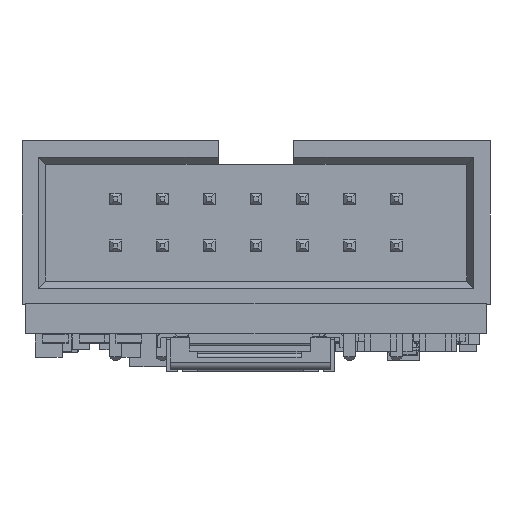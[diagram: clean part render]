
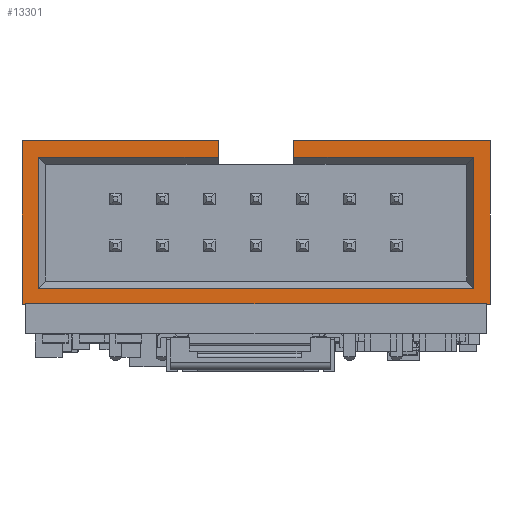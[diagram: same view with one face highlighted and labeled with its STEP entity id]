
A CAD part, front view. The second image highlights one B-rep face of the part: STEP entity #13301.
In plain terms, the highlighted planar face has unit normal (0, -1, 0).
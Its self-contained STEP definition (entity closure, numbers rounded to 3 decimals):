
#13301=ADVANCED_FACE('',(#27128),#20118,.T.);
#20118=PLANE('',#133996);
#27128=FACE_OUTER_BOUND('',#34310,.T.);
#34310=EDGE_LOOP('',(#58937,#58938,#58939,#58940,#58941,#58942,#58943,#58944,
#58945,#58946,#58947,#58948));
#58937=ORIENTED_EDGE('',*,*,#91940,.T.);
#58938=ORIENTED_EDGE('',*,*,#91941,.F.);
#58939=ORIENTED_EDGE('',*,*,#91942,.T.);
#58940=ORIENTED_EDGE('',*,*,#91943,.F.);
#58941=ORIENTED_EDGE('',*,*,#91944,.T.);
#58942=ORIENTED_EDGE('',*,*,#91945,.T.);
#58943=ORIENTED_EDGE('',*,*,#91946,.T.);
#58944=ORIENTED_EDGE('',*,*,#91947,.T.);
#58945=ORIENTED_EDGE('',*,*,#91948,.T.);
#58946=ORIENTED_EDGE('',*,*,#91949,.T.);
#58947=ORIENTED_EDGE('',*,*,#91950,.T.);
#58948=ORIENTED_EDGE('',*,*,#91951,.T.);
#77195=VERTEX_POINT('',#196809);
#77196=VERTEX_POINT('',#196810);
#77197=VERTEX_POINT('',#196812);
#77198=VERTEX_POINT('',#196814);
#77199=VERTEX_POINT('',#196816);
#77200=VERTEX_POINT('',#196818);
#77201=VERTEX_POINT('',#196820);
#77202=VERTEX_POINT('',#196822);
#77203=VERTEX_POINT('',#196824);
#77204=VERTEX_POINT('',#196826);
#77205=VERTEX_POINT('',#196828);
#77206=VERTEX_POINT('',#196830);
#91940=EDGE_CURVE('',#77195,#77196,#107836,.T.);
#91941=EDGE_CURVE('',#77197,#77196,#107837,.T.);
#91942=EDGE_CURVE('',#77197,#77198,#107838,.T.);
#91943=EDGE_CURVE('',#77199,#77198,#107839,.T.);
#91944=EDGE_CURVE('',#77199,#77200,#107840,.T.);
#91945=EDGE_CURVE('',#77200,#77201,#107841,.T.);
#91946=EDGE_CURVE('',#77201,#77202,#107842,.T.);
#91947=EDGE_CURVE('',#77202,#77203,#107843,.T.);
#91948=EDGE_CURVE('',#77203,#77204,#107844,.T.);
#91949=EDGE_CURVE('',#77204,#77205,#107845,.T.);
#91950=EDGE_CURVE('',#77205,#77206,#107846,.T.);
#91951=EDGE_CURVE('',#77206,#77195,#107847,.T.);
#107836=LINE('',#196808,#123378);
#107837=LINE('',#196811,#123379);
#107838=LINE('',#196813,#123380);
#107839=LINE('',#196815,#123381);
#107840=LINE('',#196817,#123382);
#107841=LINE('',#196819,#123383);
#107842=LINE('',#196821,#123384);
#107843=LINE('',#196823,#123385);
#107844=LINE('',#196825,#123386);
#107845=LINE('',#196827,#123387);
#107846=LINE('',#196829,#123388);
#107847=LINE('',#196831,#123389);
#123378=VECTOR('',#157941,1.);
#123379=VECTOR('',#157942,1.);
#123380=VECTOR('',#157943,1.);
#123381=VECTOR('',#157944,1.);
#123382=VECTOR('',#157945,1.);
#123383=VECTOR('',#157946,1.);
#123384=VECTOR('',#157947,1.);
#123385=VECTOR('',#157948,1.);
#123386=VECTOR('',#157949,1.);
#123387=VECTOR('',#157950,1.);
#123388=VECTOR('',#157951,1.);
#123389=VECTOR('',#157952,1.);
#133996=AXIS2_PLACEMENT_3D('',#196832,#157953,#157954);
#157941=DIRECTION('',(-1.,0.,0.));
#157942=DIRECTION('',(0.,0.,-1.));
#157943=DIRECTION('',(1.,0.,0.));
#157944=DIRECTION('',(0.,0.,-1.));
#157945=DIRECTION('',(-1.,0.,0.));
#157946=DIRECTION('',(0.,0.,-1.));
#157947=DIRECTION('',(1.,0.,0.));
#157948=DIRECTION('',(0.,0.,1.));
#157949=DIRECTION('',(-1.,0.,0.));
#157950=DIRECTION('',(0.,0.,-1.));
#157951=DIRECTION('',(1.,0.,0.));
#157952=DIRECTION('',(0.,0.,-1.));
#157953=DIRECTION('',(0.,-1.,0.));
#157954=DIRECTION('',(1.,0.,0.));
#196808=CARTESIAN_POINT('',(11.81,1.,0.845));
#196809=CARTESIAN_POINT('',(11.81,1.,0.845));
#196810=CARTESIAN_POINT('',(-11.81,1.,0.845));
#196811=CARTESIAN_POINT('',(-11.81,1.,7.955));
#196812=CARTESIAN_POINT('',(-11.81,1.,7.955));
#196813=CARTESIAN_POINT('',(-11.81,1.,7.955));
#196814=CARTESIAN_POINT('',(-2.055,1.,7.955));
#196815=CARTESIAN_POINT('',(-2.055,1.,8.845));
#196816=CARTESIAN_POINT('',(-2.055,1.,8.845));
#196817=CARTESIAN_POINT('',(-2.055,1.,8.845));
#196818=CARTESIAN_POINT('',(-12.7,1.,8.845));
#196819=CARTESIAN_POINT('',(-12.7,1.,8.845));
#196820=CARTESIAN_POINT('',(-12.7,1.,-0.045));
#196821=CARTESIAN_POINT('',(-12.7,1.,-0.045));
#196822=CARTESIAN_POINT('',(12.7,1.,-0.045));
#196823=CARTESIAN_POINT('',(12.7,1.,-0.045));
#196824=CARTESIAN_POINT('',(12.7,1.,8.845));
#196825=CARTESIAN_POINT('',(12.7,1.,8.845));
#196826=CARTESIAN_POINT('',(2.055,1.,8.845));
#196827=CARTESIAN_POINT('',(2.055,1.,8.845));
#196828=CARTESIAN_POINT('',(2.055,1.,7.955));
#196829=CARTESIAN_POINT('',(2.055,1.,7.955));
#196830=CARTESIAN_POINT('',(11.81,1.,7.955));
#196831=CARTESIAN_POINT('',(11.81,1.,7.955));
#196832=CARTESIAN_POINT('',(0.,1.,4.4));
